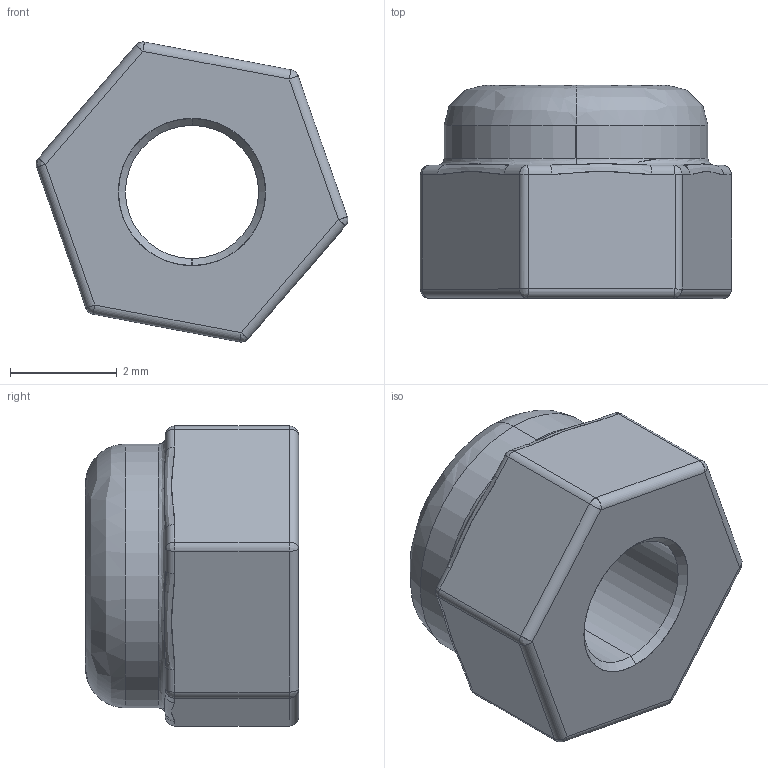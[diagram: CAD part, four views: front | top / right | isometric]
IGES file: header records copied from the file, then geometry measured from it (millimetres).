
Start section: SolidWorks IGES file using NURBS representation for surfaces
Global section: file name: ãàéêà ì_3_ñàìîêîíòð.IGS; native system: SolidWorks 2006 by SolidWorks Corporation; preprocessor: SolidWorks 2006 by SolidWorks Corporation; author: Admin; date: 120310.215324; units: millimetre
Bounding box: 5.85 x 4 x 5.63 mm (x, y, z)
Surface area: 130.9 mm2 (no closed solid volume)
Topology: 0 solids, 0 shells, 76 faces, 739 edges, 733 vertices
Faces by surface type: bspline 76
